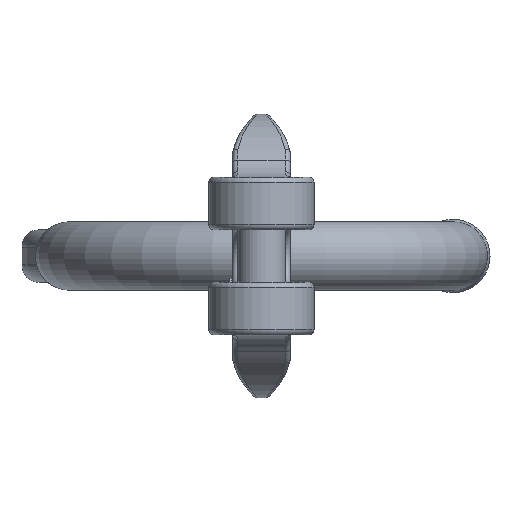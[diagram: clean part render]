
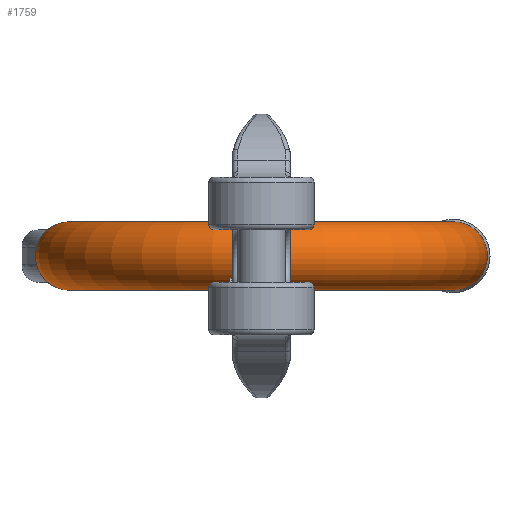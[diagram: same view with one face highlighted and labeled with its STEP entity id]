
A CAD part, front view. The second image highlights one B-rep face of the part: STEP entity #1759.
In plain terms, the highlighted toroidal (fillet/blend) face has major radius 36.5 mm and minor radius 6.5 mm.
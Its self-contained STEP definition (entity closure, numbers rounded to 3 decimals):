
#135=TOROIDAL_SURFACE('',#4953,36.5,6.5);
#1759=ADVANCED_FACE('',(#1844,#1845),#135,.T.);
#1844=FACE_BOUND('',#2125,.T.);
#1845=FACE_BOUND('',#2126,.T.);
#2125=EDGE_LOOP('',(#3406));
#2126=EDGE_LOOP('',(#3407));
#3406=ORIENTED_EDGE('',*,*,#4562,.T.);
#3407=ORIENTED_EDGE('',*,*,#4581,.F.);
#3903=VERTEX_POINT('',#9545);
#3922=VERTEX_POINT('',#9678);
#4562=EDGE_CURVE('',#3903,#3903,#4708,.T.);
#4581=EDGE_CURVE('',#3922,#3922,#4709,.T.);
#4708=CIRCLE('',#4941,6.5);
#4709=CIRCLE('',#4947,6.5);
#4941=AXIS2_PLACEMENT_3D('',#9544,#5732,#5733);
#4947=AXIS2_PLACEMENT_3D('',#9677,#5748,#5749);
#4953=AXIS2_PLACEMENT_3D('',#9687,#5760,#5761);
#5732=DIRECTION('',(0.,-1.,0.));
#5733=DIRECTION('',(1.,0.,0.));
#5748=DIRECTION('',(0.,1.,0.));
#5749=DIRECTION('',(-1.,0.,0.));
#5760=DIRECTION('',(0.,0.,1.));
#5761=DIRECTION('',(1.,0.,0.));
#9544=CARTESIAN_POINT('',(-36.5,-25.,0.));
#9545=CARTESIAN_POINT('',(-30.,-25.,0.));
#9677=CARTESIAN_POINT('',(36.5,-25.,0.));
#9678=CARTESIAN_POINT('',(30.,-25.,0.));
#9687=CARTESIAN_POINT('',(0.,-25.,0.));
